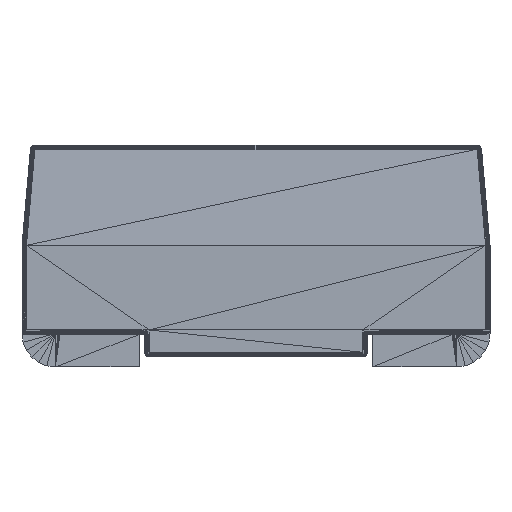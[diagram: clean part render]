
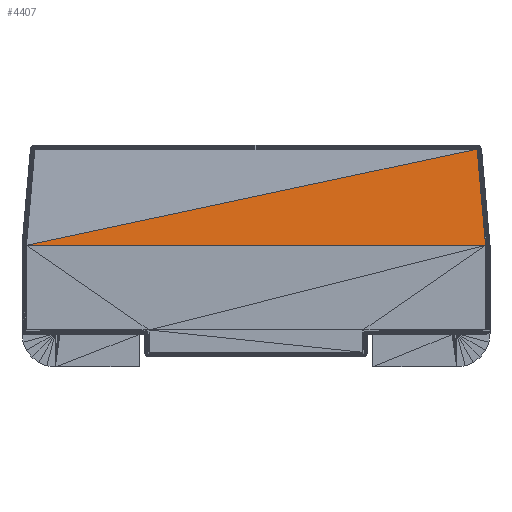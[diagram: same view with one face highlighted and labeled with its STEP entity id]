
A CAD part, front view. The second image highlights one B-rep face of the part: STEP entity #4407.
In plain terms, the highlighted planar face has unit normal (0, -0.996, 0.087).
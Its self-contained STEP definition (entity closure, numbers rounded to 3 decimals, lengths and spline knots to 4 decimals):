
#12=DIRECTION('',(1.0,0.0,0.0));
#52=CARTESIAN_POINT('',(1.03,-1.05,0.5));
#53=VERTEX_POINT('',#52);
#54=CARTESIAN_POINT('',(-1.03,-1.05,0.5));
#55=VERTEX_POINT('',#54);
#460=CARTESIAN_POINT('',(0.9923,-1.0122,0.9317));
#461=VERTEX_POINT('',#460);
#1766=VECTOR('',#12,1000.0);
#4380=DIRECTION('',(0.087,-0.087,-0.992));
#4381=VECTOR('',#4380,1000.0);
#4382=LINE('',#460,#4381);
#4383=EDGE_CURVE('',#461,#53,#4382,.T.);
#4387=DIRECTION('',(0.0,-0.996,0.087));
#4393=DIRECTION('',(-0.978,-0.018,-0.209));
#4394=VECTOR('',#4393,1000.0);
#4395=LINE('',#460,#4394);
#4396=EDGE_CURVE('',#461,#55,#4395,.T.);
#4397=LINE('',#54,#1766);
#4398=EDGE_CURVE('',#55,#53,#4397,.T.);
#4399=ORIENTED_EDGE('',*,*,#4383,.F.);
#4400=ORIENTED_EDGE('',*,*,#4396,.T.);
#4401=ORIENTED_EDGE('',*,*,#4398,.T.);
#4402=DIRECTION('',(-0.087,0.087,0.992));
#4403=AXIS2_PLACEMENT_3D('',#52,#4387,#4402);
#4404=PLANE('',#4403);
#4405=EDGE_LOOP('',(#4399,#4400,#4401));
#4406=FACE_BOUND('',#4405,.T.);
#4407=ADVANCED_FACE('',(#4406),#4404,.T.);
